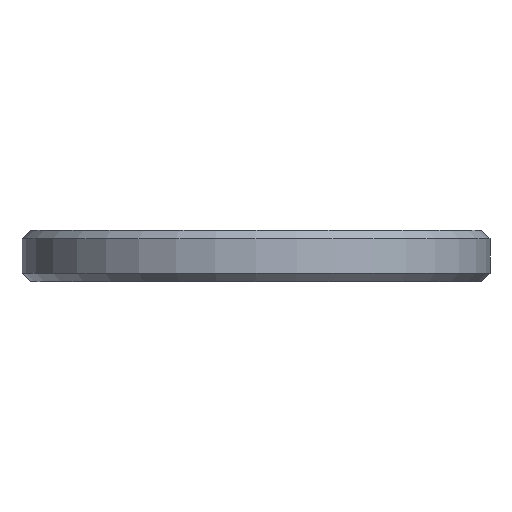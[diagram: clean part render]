
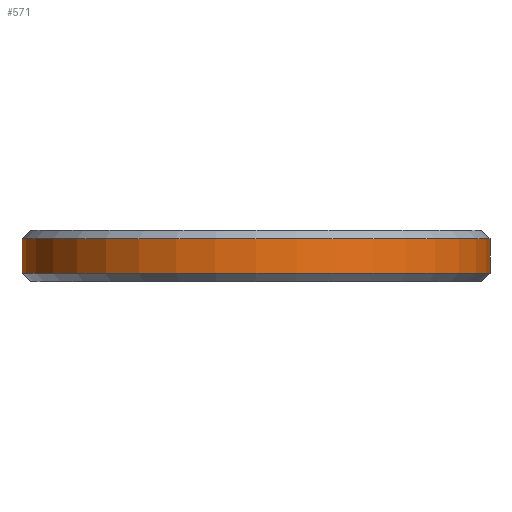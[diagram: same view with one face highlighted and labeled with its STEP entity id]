
A CAD part, front view. The second image highlights one B-rep face of the part: STEP entity #571.
In plain terms, the highlighted cylindrical face has radius 55 mm (diameter 110 mm), a partial arc.
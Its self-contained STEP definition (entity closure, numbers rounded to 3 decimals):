
#340 = VERTEX_POINT ( 'NONE', #4400 ) ;
#571 = ADVANCED_FACE ( 'NONE', ( #3296 ), #10709, .T. ) ;
#670 = LINE ( 'NONE', #3173, #3730 ) ;
#734 = EDGE_CURVE ( 'NONE', #340, #7923, #7363, .T. ) ;
#810 = AXIS2_PLACEMENT_3D ( 'NONE', #4951, #11371, #9832 ) ;
#939 = DIRECTION ( 'NONE',  ( 1., 0., 0. ) ) ;
#1102 = EDGE_CURVE ( 'NONE', #340, #10185, #8653, .T. ) ;
#1826 = DIRECTION ( 'NONE',  ( 0., 0., -1. ) ) ;
#2458 = DIRECTION ( 'NONE',  ( 1., 0., 0. ) ) ;
#2732 = CARTESIAN_POINT ( 'NONE',  ( 55., 0., 10. ) ) ;
#3173 = CARTESIAN_POINT ( 'NONE',  ( -55., 0., 10. ) ) ;
#3263 = ORIENTED_EDGE ( 'NONE', *, *, #9139, .T. ) ;
#3296 = FACE_OUTER_BOUND ( 'NONE', #9689, .T. ) ;
#3302 = DIRECTION ( 'NONE',  ( 0., 0., -1. ) ) ;
#3730 = VECTOR ( 'NONE', #3302, 1000. ) ;
#4323 = AXIS2_PLACEMENT_3D ( 'NONE', #8299, #1826, #939 ) ;
#4400 = CARTESIAN_POINT ( 'NONE',  ( 55., 0., 10. ) ) ;
#4666 = ORIENTED_EDGE ( 'NONE', *, *, #5029, .T. ) ;
#4951 = CARTESIAN_POINT ( 'NONE',  ( 0., 0., 10. ) ) ;
#5029 = EDGE_CURVE ( 'NONE', #10185, #10679, #670, .T. ) ;
#5537 = DIRECTION ( 'NONE',  ( 0., 0., -1. ) ) ;
#5803 = CARTESIAN_POINT ( 'NONE',  ( -55., 0., 10. ) ) ;
#6165 = CIRCLE ( 'NONE', #6332, 55. ) ;
#6332 = AXIS2_PLACEMENT_3D ( 'NONE', #11748, #11825, #2458 ) ;
#7020 = CARTESIAN_POINT ( 'NONE',  ( 55., 0., 2. ) ) ;
#7081 = VECTOR ( 'NONE', #5537, 1000. ) ;
#7363 = LINE ( 'NONE', #2732, #7081 ) ;
#7923 = VERTEX_POINT ( 'NONE', #7020 ) ;
#7965 = CARTESIAN_POINT ( 'NONE',  ( -55., 0., 2. ) ) ;
#8299 = CARTESIAN_POINT ( 'NONE',  ( 0., 0., 10. ) ) ;
#8653 = CIRCLE ( 'NONE', #4323, 55. ) ;
#9139 = EDGE_CURVE ( 'NONE', #10679, #7923, #6165, .T. ) ;
#9613 = ORIENTED_EDGE ( 'NONE', *, *, #734, .F. ) ;
#9689 = EDGE_LOOP ( 'NONE', ( #9613, #10093, #4666, #3263 ) ) ;
#9832 = DIRECTION ( 'NONE',  ( -1., 0., 0. ) ) ;
#10093 = ORIENTED_EDGE ( 'NONE', *, *, #1102, .T. ) ;
#10185 = VERTEX_POINT ( 'NONE', #5803 ) ;
#10679 = VERTEX_POINT ( 'NONE', #7965 ) ;
#10709 = CYLINDRICAL_SURFACE ( 'NONE', #810, 55. ) ;
#11371 = DIRECTION ( 'NONE',  ( 0., 0., -1. ) ) ;
#11748 = CARTESIAN_POINT ( 'NONE',  ( 0., 0., 2. ) ) ;
#11825 = DIRECTION ( 'NONE',  ( 0., 0., 1. ) ) ;
